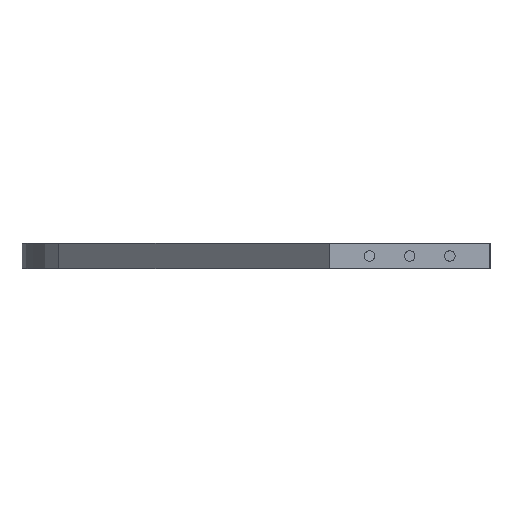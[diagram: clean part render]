
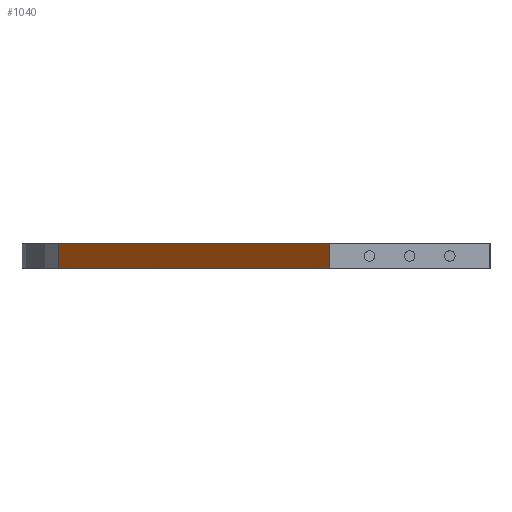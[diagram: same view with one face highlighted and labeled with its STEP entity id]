
A CAD part, left-side view. The second image highlights one B-rep face of the part: STEP entity #1040.
In plain terms, the highlighted planar face has unit normal (-0.692, 0.722, 0).
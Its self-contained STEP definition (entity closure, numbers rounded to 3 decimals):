
#123=LINE('',#1603,#193);
#140=LINE('',#1736,#210);
#160=LINE('',#1832,#230);
#161=LINE('',#1833,#231);
#193=VECTOR('',#1311,1000.);
#210=VECTOR('',#1368,1000.);
#230=VECTOR('',#1464,1000.);
#231=VECTOR('',#1465,1000.);
#328=FACE_OUTER_BOUND('',#421,.T.);
#421=EDGE_LOOP('',(#948,#949,#950,#951));
#527=VERTEX_POINT('',#1600);
#528=VERTEX_POINT('',#1602);
#551=VERTEX_POINT('',#1733);
#552=VERTEX_POINT('',#1735);
#631=EDGE_CURVE('',#528,#527,#123,.T.);
#664=EDGE_CURVE('',#551,#552,#140,.T.);
#703=EDGE_CURVE('',#528,#551,#160,.T.);
#704=EDGE_CURVE('',#527,#552,#161,.T.);
#948=ORIENTED_EDGE('',*,*,#664,.F.);
#949=ORIENTED_EDGE('',*,*,#703,.F.);
#950=ORIENTED_EDGE('',*,*,#631,.T.);
#951=ORIENTED_EDGE('',*,*,#704,.T.);
#987=PLANE('',#1172);
#1040=ADVANCED_FACE('',(#328),#987,.T.);
#1172=AXIS2_PLACEMENT_3D('',#1831,#1462,#1463);
#1311=DIRECTION('',(-0.722,-0.692,0.));
#1368=DIRECTION('',(-0.722,-0.692,0.));
#1462=DIRECTION('center_axis',(-0.692,0.722,0.));
#1463=DIRECTION('ref_axis',(-0.722,-0.692,0.));
#1464=DIRECTION('',(0.,0.,1.));
#1465=DIRECTION('',(0.,0.,1.));
#1600=CARTESIAN_POINT('',(0.,38.1,-41.1));
#1602=CARTESIAN_POINT('',(66.922,102.289,-41.1));
#1603=CARTESIAN_POINT('',(0.,38.1,-41.1));
#1733=CARTESIAN_POINT('',(66.922,102.289,-35.1));
#1735=CARTESIAN_POINT('',(0.,38.1,-35.1));
#1736=CARTESIAN_POINT('',(0.,38.1,-35.1));
#1831=CARTESIAN_POINT('Origin',(0.,38.1,-42.863));
#1832=CARTESIAN_POINT('',(66.922,102.289,-42.863));
#1833=CARTESIAN_POINT('',(0.,38.1,-42.863));
